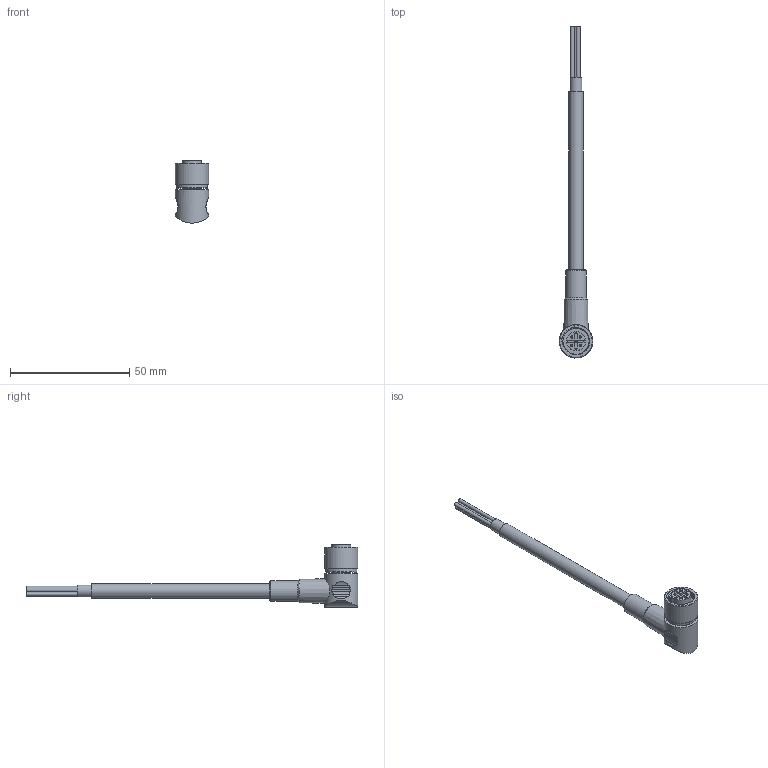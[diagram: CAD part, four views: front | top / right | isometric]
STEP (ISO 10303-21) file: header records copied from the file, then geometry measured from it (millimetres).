
FILE_DESCRIPTION(/* description */ (''),/* implementation_level */ '2;1');
FILE_NAME(/* name */ 'ZL05-PC010W 弯头.stp',/* time_stamp */ '2023-04-25T14:05:19+08:00',/* author */ (''),/* organization */ (''),/* preprocessor_version */ 'ST-DEVELOPER v16',/* originating_system */ 'SIEMENS PLM Software NX 10.0',/* authorisation */ '');
FILE_SCHEMA (('CONFIG_CONTROL_DESIGN'));
Length unit declared in the file: millimetre
Products named in the file (1): ZL05-PC010W   弯头
Bounding box: 14 x 139 x 25.99 mm (x, y, z)
Volume: 7104.9 mm3; surface area: 5182.5 mm2
Topology: 1 solids, 1 shells, 93 faces, 231 edges, 154 vertices
Faces by surface type: cylinder 39, plane 39, cone 12, bspline 3
Full cylindrical faces by diameter (mm): 1 x5, 1.5 x5, 5 x1, 6 x1, 8 x1, 8.607 x1, 13 x1, 14 x2
Entity records: 4302 total; most frequent: CARTESIAN_POINT 2228, DIRECTION 405, ORIENTED_EDGE 368, EDGE_CURVE 184, AXIS2_PLACEMENT_3D 169, VERTEX_POINT 141, EDGE_LOOP 136, ADVANCED_FACE 93
